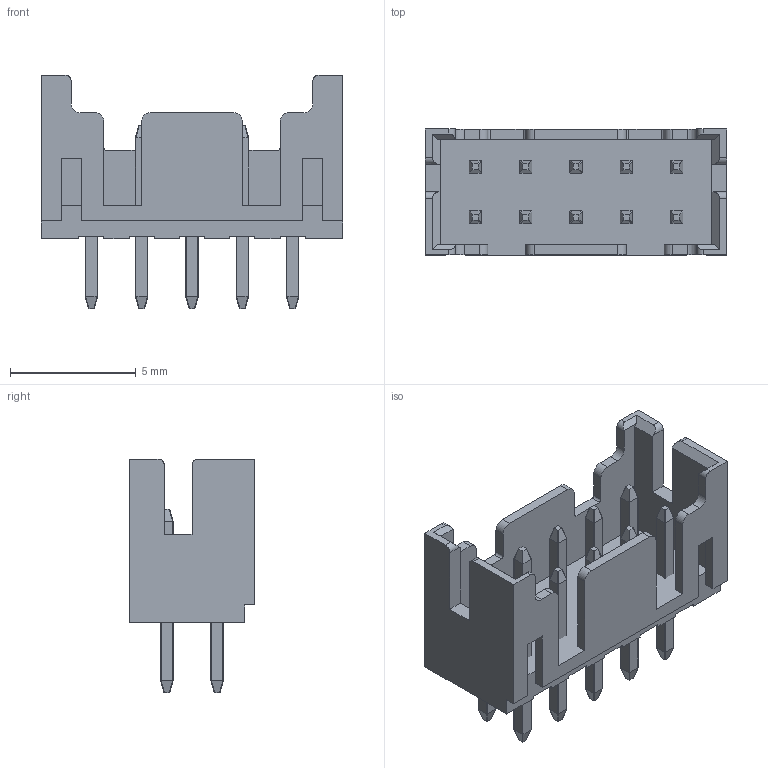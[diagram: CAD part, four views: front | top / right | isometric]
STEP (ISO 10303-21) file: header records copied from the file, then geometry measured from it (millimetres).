
FILE_DESCRIPTION (( 'STEP AP214' ), '1' );
FILE_NAME ('User Library-PHD2.0-2x5P.STEP', '2020-06-07T01:18:06', ( '' ), ( '' ), 'SwSTEP 2.0', 'SolidWorks 2019', '' );
FILE_SCHEMA (( 'AUTOMOTIVE_DESIGN' ));
Length unit declared in the file: millimetre
Products named in the file (4): PHD2.0-2x5P; PHD2.0 竘褐; User Library-PHD2.0-2x5P; LOGOԲ0.25
Assembly tree (12 placements, depth 2):
  User Library-PHD2.0-2x5P
    PHD2.0 竘褐  x10
    LOGOԲ0.25
    PHD2.0-2x5P
Bounding box: 12 x 5 x 9.3 mm (x, y, z)
Volume: 141.9 mm3; surface area: 551 mm2
Topology: 11 solids, 25 shells, 465 faces, 1099 edges, 678 vertices
Faces by surface type: plane 276, cylinder 160, bspline 29
Entity records: 10032 total; most frequent: CARTESIAN_POINT 1769, ORIENTED_EDGE 1186, DIRECTION 1025, EDGE_CURVE 595, LINE 437, VECTOR 437, VERTEX_POINT 390, AXIS2_PLACEMENT_3D 294
